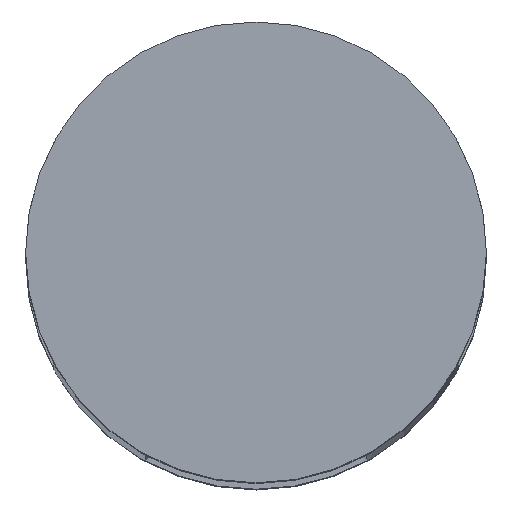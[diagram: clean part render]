
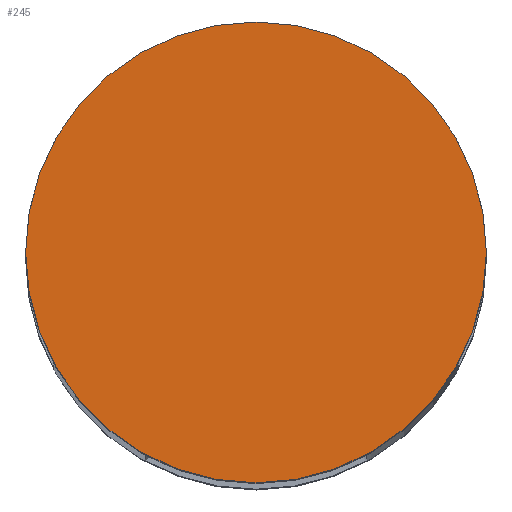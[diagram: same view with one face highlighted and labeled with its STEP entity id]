
A CAD part, top view. The second image highlights one B-rep face of the part: STEP entity #245.
In plain terms, the highlighted planar face has unit normal (0, 0, 1).
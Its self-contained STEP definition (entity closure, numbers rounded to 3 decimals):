
#14 = PLANE ( 'NONE',  #678 ) ;
#15 = ORIENTED_EDGE ( 'NONE', *, *, #127, .F. ) ;
#25 = DIRECTION ( 'NONE',  ( -1., 0., 0. ) ) ;
#51 = VERTEX_POINT ( 'NONE', #876 ) ;
#80 = DIRECTION ( 'NONE',  ( 0., 0., -1. ) ) ;
#111 = EDGE_CURVE ( 'NONE', #51, #381, #727, .T. ) ;
#127 = EDGE_CURVE ( 'NONE', #381, #51, #299, .T. ) ;
#140 = CARTESIAN_POINT ( 'NONE',  ( 0., 0., 26.77 ) ) ;
#162 = CARTESIAN_POINT ( 'NONE',  ( 0., 0., 26.77 ) ) ;
#227 = DIRECTION ( 'NONE',  ( 0., 0., -1. ) ) ;
#245 = ADVANCED_FACE ( 'NONE', ( #734 ), #14, .F. ) ;
#296 = CARTESIAN_POINT ( 'NONE',  ( 0., 0., 26.77 ) ) ;
#299 = CIRCLE ( 'NONE', #389, 3. ) ;
#381 = VERTEX_POINT ( 'NONE', #566 ) ;
#389 = AXIS2_PLACEMENT_3D ( 'NONE', #162, #227, #821 ) ;
#408 = EDGE_LOOP ( 'NONE', ( #865, #15 ) ) ;
#435 = AXIS2_PLACEMENT_3D ( 'NONE', #140, #501, #722 ) ;
#501 = DIRECTION ( 'NONE',  ( 0., 0., -1. ) ) ;
#566 = CARTESIAN_POINT ( 'NONE',  ( 3., 0., 26.77 ) ) ;
#678 = AXIS2_PLACEMENT_3D ( 'NONE', #296, #80, #25 ) ;
#722 = DIRECTION ( 'NONE',  ( -1., 0., 0. ) ) ;
#727 = CIRCLE ( 'NONE', #435, 3. ) ;
#734 = FACE_OUTER_BOUND ( 'NONE', #408, .T. ) ;
#821 = DIRECTION ( 'NONE',  ( -1., 0., 0. ) ) ;
#865 = ORIENTED_EDGE ( 'NONE', *, *, #111, .F. ) ;
#876 = CARTESIAN_POINT ( 'NONE',  ( -3., 0., 26.77 ) ) ;
